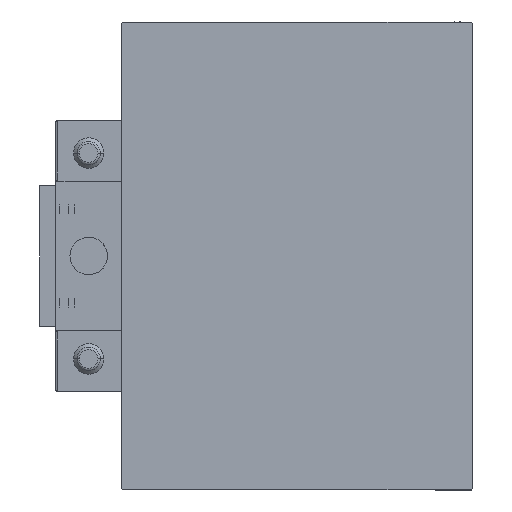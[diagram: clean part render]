
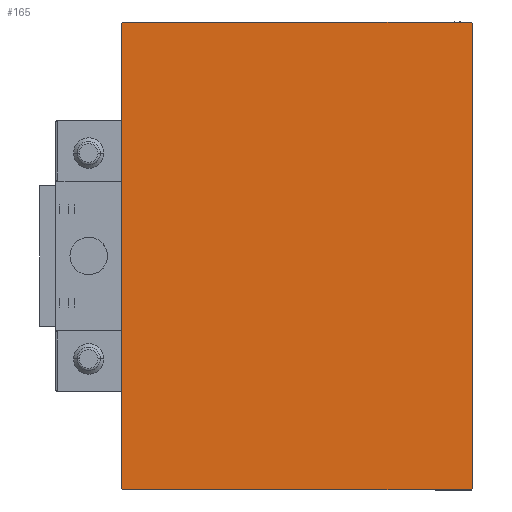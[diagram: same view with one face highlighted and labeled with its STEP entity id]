
A CAD part, left-side view. The second image highlights one B-rep face of the part: STEP entity #165.
In plain terms, the highlighted face is planar.
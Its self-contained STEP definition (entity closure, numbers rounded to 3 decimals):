
#165 = ADVANCED_FACE ( 'NONE', ( #5373 ), #1498, .T. ) ;
#543 = ORIENTED_EDGE ( 'NONE', *, *, #15621, .T. ) ;
#822 = LINE ( 'NONE', #15820, #16755 ) ;
#1498 = PLANE ( 'NONE',  #33253 ) ;
#1872 = CARTESIAN_POINT ( 'NONE',  ( 193., -37.5, 49.7 ) ) ;
#3137 = ORIENTED_EDGE ( 'NONE', *, *, #12579, .T. ) ;
#3261 = DIRECTION ( 'NONE',  ( 0., 0., -1. ) ) ;
#3671 = EDGE_CURVE ( 'NONE', #28510, #19143, #822, .T. ) ;
#3920 = LINE ( 'NONE', #43152, #28026 ) ;
#4258 = LINE ( 'NONE', #44019, #9602 ) ;
#5348 = EDGE_CURVE ( 'NONE', #28156, #34494, #46780, .T. ) ;
#5373 = FACE_OUTER_BOUND ( 'NONE', #6038, .T. ) ;
#5508 = VECTOR ( 'NONE', #9356, 1000. ) ;
#6038 = EDGE_LOOP ( 'NONE', ( #9534, #33044, #3137, #543, #13453, #43147, #44680, #37871 ) ) ;
#6130 = DIRECTION ( 'NONE',  ( 1., 0., 0. ) ) ;
#6172 = CARTESIAN_POINT ( 'NONE',  ( 193., 37.2, -50. ) ) ;
#8303 = DIRECTION ( 'NONE',  ( 0., -1., 0. ) ) ;
#8337 = VERTEX_POINT ( 'NONE', #46902 ) ;
#8854 = EDGE_CURVE ( 'NONE', #19888, #28156, #49077, .T. ) ;
#9356 = DIRECTION ( 'NONE',  ( 0., 0., 1. ) ) ;
#9534 = ORIENTED_EDGE ( 'NONE', *, *, #3671, .T. ) ;
#9602 = VECTOR ( 'NONE', #11768, 1000. ) ;
#9611 = CARTESIAN_POINT ( 'NONE',  ( 193., 37.5, -50. ) ) ;
#10016 = CARTESIAN_POINT ( 'NONE',  ( 193., 0., 0. ) ) ;
#10606 = DIRECTION ( 'NONE',  ( 0., -0.707, -0.707 ) ) ;
#11225 = DIRECTION ( 'NONE',  ( 0., 0.707, 0.707 ) ) ;
#11432 = CARTESIAN_POINT ( 'NONE',  ( 193., -37.5, 50. ) ) ;
#11768 = DIRECTION ( 'NONE',  ( 0., -0.707, 0.707 ) ) ;
#12579 = EDGE_CURVE ( 'NONE', #25930, #8337, #28753, .T. ) ;
#13453 = ORIENTED_EDGE ( 'NONE', *, *, #44005, .T. ) ;
#14572 = CARTESIAN_POINT ( 'NONE',  ( 193., 37.2, 50. ) ) ;
#15089 = CARTESIAN_POINT ( 'NONE',  ( 193., 43.6, -43.6 ) ) ;
#15621 = EDGE_CURVE ( 'NONE', #8337, #26750, #4258, .T. ) ;
#15820 = CARTESIAN_POINT ( 'NONE',  ( 193., -37.5, -50. ) ) ;
#16339 = DIRECTION ( 'NONE',  ( 0., 1., 0. ) ) ;
#16633 = EDGE_CURVE ( 'NONE', #34494, #28510, #50908, .T. ) ;
#16755 = VECTOR ( 'NONE', #16339, 1000. ) ;
#19143 = VERTEX_POINT ( 'NONE', #6172 ) ;
#19391 = VECTOR ( 'NONE', #11225, 1000. ) ;
#19888 = VERTEX_POINT ( 'NONE', #21553 ) ;
#20192 = DIRECTION ( 'NONE',  ( 0., 0.707, -0.707 ) ) ;
#21553 = CARTESIAN_POINT ( 'NONE',  ( 193., -37.2, 50. ) ) ;
#24054 = CARTESIAN_POINT ( 'NONE',  ( 193., -37.2, -50. ) ) ;
#25930 = VERTEX_POINT ( 'NONE', #30206 ) ;
#26026 = CARTESIAN_POINT ( 'NONE',  ( 193., -37.5, -49.7 ) ) ;
#26750 = VERTEX_POINT ( 'NONE', #14572 ) ;
#27200 = DIRECTION ( 'NONE',  ( 0., 0., -1. ) ) ;
#28026 = VECTOR ( 'NONE', #8303, 1000. ) ;
#28156 = VERTEX_POINT ( 'NONE', #1872 ) ;
#28492 = VECTOR ( 'NONE', #10606, 1000. ) ;
#28510 = VERTEX_POINT ( 'NONE', #24054 ) ;
#28753 = LINE ( 'NONE', #9611, #5508 ) ;
#30033 = VECTOR ( 'NONE', #27200, 1000. ) ;
#30206 = CARTESIAN_POINT ( 'NONE',  ( 193., 37.5, -49.7 ) ) ;
#30325 = EDGE_CURVE ( 'NONE', #19143, #25930, #46834, .T. ) ;
#33044 = ORIENTED_EDGE ( 'NONE', *, *, #30325, .T. ) ;
#33253 = AXIS2_PLACEMENT_3D ( 'NONE', #10016, #6130, #3261 ) ;
#34494 = VERTEX_POINT ( 'NONE', #26026 ) ;
#37871 = ORIENTED_EDGE ( 'NONE', *, *, #16633, .T. ) ;
#43147 = ORIENTED_EDGE ( 'NONE', *, *, #8854, .T. ) ;
#43152 = CARTESIAN_POINT ( 'NONE',  ( 193., 37.5, 50. ) ) ;
#43671 = CARTESIAN_POINT ( 'NONE',  ( 193., -43.6, -43.6 ) ) ;
#44005 = EDGE_CURVE ( 'NONE', #26750, #19888, #3920, .T. ) ;
#44019 = CARTESIAN_POINT ( 'NONE',  ( 193., 43.6, 43.6 ) ) ;
#44680 = ORIENTED_EDGE ( 'NONE', *, *, #5348, .T. ) ;
#45958 = CARTESIAN_POINT ( 'NONE',  ( 193., -43.6, 43.6 ) ) ;
#46780 = LINE ( 'NONE', #11432, #30033 ) ;
#46834 = LINE ( 'NONE', #15089, #19391 ) ;
#46902 = CARTESIAN_POINT ( 'NONE',  ( 193., 37.5, 49.7 ) ) ;
#49077 = LINE ( 'NONE', #45958, #28492 ) ;
#49206 = VECTOR ( 'NONE', #20192, 1000. ) ;
#50908 = LINE ( 'NONE', #43671, #49206 ) ;
